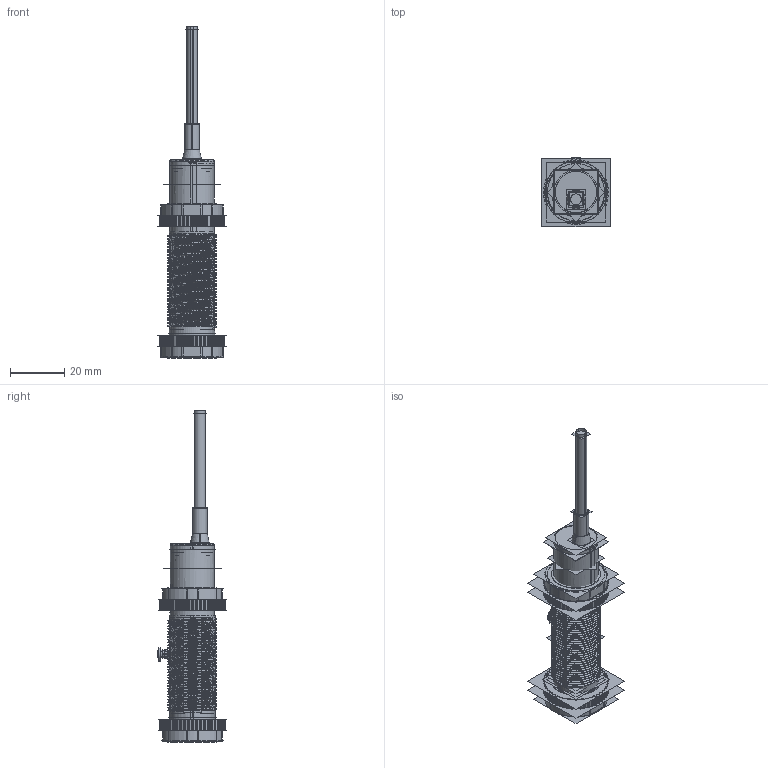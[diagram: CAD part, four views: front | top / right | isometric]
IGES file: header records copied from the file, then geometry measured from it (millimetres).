
Start section:  PTC IGES file: 164911.igs
Global section: file name: 164911.igs; native system: Creo Parametric by PTC Inc.; preprocessor: 2016260; author: pdmadmin; organization: Unknown; date: 20170907.154637; units: millimetre
Bounding box: 25.1 x 25.35 x 122.12 mm (x, y, z)
Volume: 10469.2 mm3; surface area: 208379 mm2
Topology: 12 solids, 12 shells, 2508 faces, 12660 edges, 15774 vertices
Faces by surface type: bspline 1456, revolution 1036, extrusion 16
